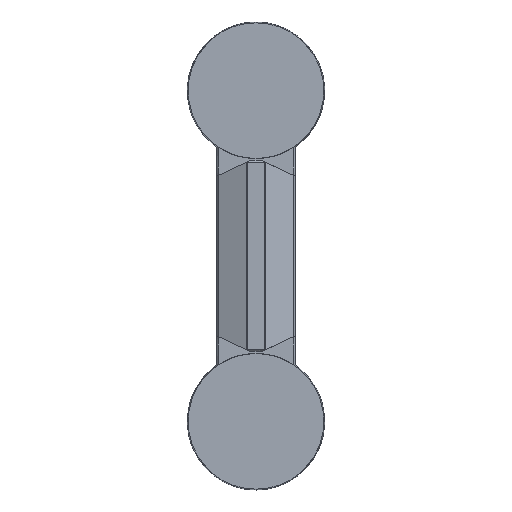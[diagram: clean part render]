
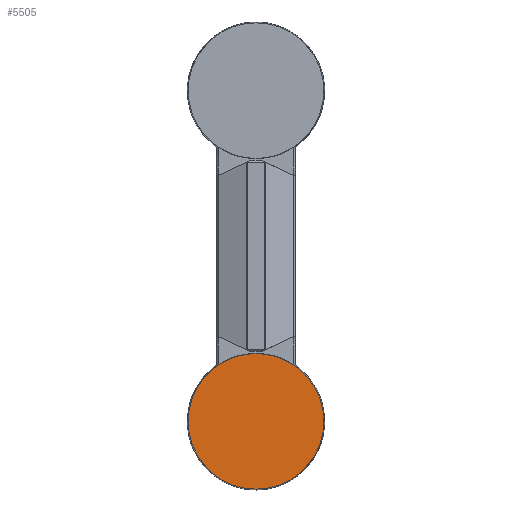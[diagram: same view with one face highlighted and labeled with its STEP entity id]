
A CAD part, front view. The second image highlights one B-rep face of the part: STEP entity #5505.
In plain terms, the highlighted free-form (B-spline) face has degree [1, 1] with [2, 2] control points.
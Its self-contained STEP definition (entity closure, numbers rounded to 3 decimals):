
#886 = CARTESIAN_POINT ( 'NONE',  ( 78., -24.5, 78. ) ) ;
#1078 = VERTEX_POINT ( 'NONE', #2476 ) ;
#1301 = CARTESIAN_POINT ( 'NONE',  ( -78., -24.5, -78. ) ) ;
#1452 = FACE_OUTER_BOUND ( 'NONE', #3880, .T. ) ;
#1614 = ORIENTED_EDGE ( 'NONE', *, *, #4087, .F. ) ;
#1744 = CARTESIAN_POINT ( 'NONE',  ( -78., -24.5, 78. ) ) ;
#1777 = AXIS2_PLACEMENT_3D ( 'NONE', #3527, #5929, #5456 ) ;
#1833 = DIRECTION ( 'NONE',  ( 0., 1., 0. ) ) ;
#2476 = CARTESIAN_POINT ( 'NONE',  ( 78., -24.5, 0. ) ) ;
#2572 = CARTESIAN_POINT ( 'NONE',  ( -78., -24.5, 0. ) ) ;
#2672 = CARTESIAN_POINT ( 'NONE',  ( 0., -24.5, 0. ) ) ;
#3235 = AXIS2_PLACEMENT_3D ( 'NONE', #2672, #1833, #3245 ) ;
#3245 = DIRECTION ( 'NONE',  ( -1., 0., 0. ) ) ;
#3527 = CARTESIAN_POINT ( 'NONE',  ( 0., -24.5, 0. ) ) ;
#3579 = CIRCLE ( 'NONE', #1777, 78. ) ;
#3748 = CIRCLE ( 'NONE', #3235, 78. ) ;
#3880 = EDGE_LOOP ( 'NONE', ( #1614, #5167 ) ) ;
#4087 = EDGE_CURVE ( 'NONE', #5687, #1078, #3748, .T. ) ;
#5167 = ORIENTED_EDGE ( 'NONE', *, *, #5352, .T. ) ;
#5352 = EDGE_CURVE ( 'NONE', #5687, #1078, #3579, .T. ) ;
#5362 = B_SPLINE_SURFACE_WITH_KNOTS ( 'NONE', 1, 1, ( 
 ( #1744, #1301 ),
 ( #886, #5644 ) ),
 .UNSPECIFIED., .F., .F., .F.,
 ( 2, 2 ),
 ( 2, 2 ),
 ( -78., 78. ),
 ( -78., 78. ),
 .UNSPECIFIED. ) ;
#5456 = DIRECTION ( 'NONE',  ( -1., 0., 0. ) ) ;
#5505 = ADVANCED_FACE ( 'NONE', ( #1452 ), #5362, .F. ) ;
#5644 = CARTESIAN_POINT ( 'NONE',  ( 78., -24.5, -78. ) ) ;
#5687 = VERTEX_POINT ( 'NONE', #2572 ) ;
#5929 = DIRECTION ( 'NONE',  ( 0., -1., 0. ) ) ;
